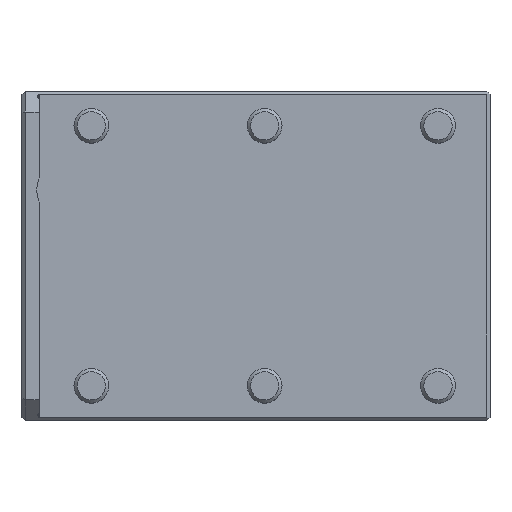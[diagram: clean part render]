
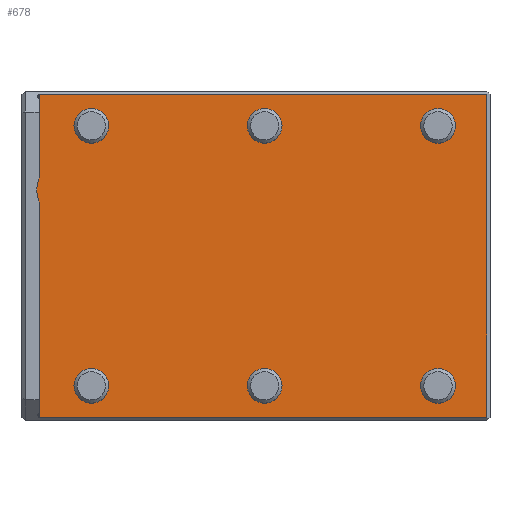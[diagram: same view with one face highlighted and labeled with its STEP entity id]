
A CAD part, top view. The second image highlights one B-rep face of the part: STEP entity #678.
In plain terms, the highlighted planar face has unit normal (0, 0, 1).
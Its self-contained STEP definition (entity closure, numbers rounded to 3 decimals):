
#120=LINE('',#3800,#342);
#122=LINE('',#3806,#344);
#124=LINE('',#3810,#346);
#125=LINE('',#3814,#347);
#126=LINE('',#3870,#348);
#342=VECTOR('',#2854,1.);
#344=VECTOR('',#2860,1.);
#346=VECTOR('',#2864,1.);
#347=VECTOR('',#2869,1.);
#348=VECTOR('',#2876,1.);
#534=FACE_BOUND('',#1051,.T.);
#535=FACE_BOUND('',#1052,.T.);
#536=FACE_BOUND('',#1053,.T.);
#537=FACE_BOUND('',#1054,.T.);
#538=FACE_BOUND('',#1055,.T.);
#539=FACE_BOUND('',#1056,.T.);
#540=FACE_BOUND('',#1057,.T.);
#678=ADVANCED_FACE('',(#534,#535,#536,#537,#538,#539,#540),#826,.F.);
#826=PLANE('',#2548);
#1051=EDGE_LOOP('',(#1372,#1373,#1374,#1375,#1376,#1377));
#1052=EDGE_LOOP('',(#1378));
#1053=EDGE_LOOP('',(#1379));
#1054=EDGE_LOOP('',(#1380));
#1055=EDGE_LOOP('',(#1381));
#1056=EDGE_LOOP('',(#1382));
#1057=EDGE_LOOP('',(#1383));
#1372=ORIENTED_EDGE('',*,*,#2169,.T.);
#1373=ORIENTED_EDGE('',*,*,#2167,.F.);
#1374=ORIENTED_EDGE('',*,*,#2165,.T.);
#1375=ORIENTED_EDGE('',*,*,#2163,.F.);
#1376=ORIENTED_EDGE('',*,*,#2161,.T.);
#1377=ORIENTED_EDGE('',*,*,#2158,.T.);
#1378=ORIENTED_EDGE('',*,*,#2170,.T.);
#1379=ORIENTED_EDGE('',*,*,#2171,.T.);
#1380=ORIENTED_EDGE('',*,*,#2172,.T.);
#1381=ORIENTED_EDGE('',*,*,#2173,.T.);
#1382=ORIENTED_EDGE('',*,*,#2174,.T.);
#1383=ORIENTED_EDGE('',*,*,#2175,.T.);
#1920=VERTEX_POINT('',#3801);
#1921=VERTEX_POINT('',#3802);
#1922=VERTEX_POINT('',#3807);
#1923=VERTEX_POINT('',#3811);
#1924=VERTEX_POINT('',#3815);
#1925=VERTEX_POINT('',#3843);
#1926=VERTEX_POINT('',#3873);
#1927=VERTEX_POINT('',#3875);
#1928=VERTEX_POINT('',#3877);
#1929=VERTEX_POINT('',#3879);
#1930=VERTEX_POINT('',#3881);
#1931=VERTEX_POINT('',#3883);
#2158=EDGE_CURVE('',#1920,#1921,#120,.T.);
#2161=EDGE_CURVE('',#1922,#1920,#122,.T.);
#2163=EDGE_CURVE('',#1922,#1923,#124,.T.);
#2165=EDGE_CURVE('',#1924,#1923,#125,.T.);
#2167=EDGE_CURVE('',#1924,#1925,#2404,.T.);
#2169=EDGE_CURVE('',#1921,#1925,#126,.T.);
#2170=EDGE_CURVE('',#1926,#1926,#2405,.T.);
#2171=EDGE_CURVE('',#1927,#1927,#2406,.T.);
#2172=EDGE_CURVE('',#1928,#1928,#2407,.T.);
#2173=EDGE_CURVE('',#1929,#1929,#2408,.T.);
#2174=EDGE_CURVE('',#1930,#1930,#2409,.T.);
#2175=EDGE_CURVE('',#1931,#1931,#2410,.T.);
#2404=CIRCLE('',#2539,8.5);
#2405=CIRCLE('',#2542,5.);
#2406=CIRCLE('',#2543,5.);
#2407=CIRCLE('',#2544,5.);
#2408=CIRCLE('',#2545,5.);
#2409=CIRCLE('',#2546,5.);
#2410=CIRCLE('',#2547,5.);
#2539=AXIS2_PLACEMENT_3D('',#3842,#2872,#2873);
#2542=AXIS2_PLACEMENT_3D('',#3872,#2879,#2880);
#2543=AXIS2_PLACEMENT_3D('',#3874,#2881,#2882);
#2544=AXIS2_PLACEMENT_3D('',#3876,#2883,#2884);
#2545=AXIS2_PLACEMENT_3D('',#3878,#2885,#2886);
#2546=AXIS2_PLACEMENT_3D('',#3880,#2887,#2888);
#2547=AXIS2_PLACEMENT_3D('',#3882,#2889,#2890);
#2548=AXIS2_PLACEMENT_3D('',#3884,#2891,#2892);
#2854=DIRECTION('',(-1.,0.,0.));
#2860=DIRECTION('',(0.,1.,0.));
#2864=DIRECTION('',(-1.,0.,0.));
#2869=DIRECTION('',(0.,-1.,0.));
#2872=DIRECTION('',(0.,0.,-1.));
#2873=DIRECTION('',(1.,0.,0.));
#2876=DIRECTION('',(0.,-1.,0.));
#2879=DIRECTION('',(0.,0.,-1.));
#2880=DIRECTION('',(0.,1.,0.));
#2881=DIRECTION('',(0.,0.,-1.));
#2882=DIRECTION('',(0.,1.,0.));
#2883=DIRECTION('',(0.,0.,-1.));
#2884=DIRECTION('',(0.,1.,0.));
#2885=DIRECTION('',(0.,0.,-1.));
#2886=DIRECTION('',(0.,1.,0.));
#2887=DIRECTION('',(0.,0.,-1.));
#2888=DIRECTION('',(0.,1.,0.));
#2889=DIRECTION('',(0.,0.,-1.));
#2890=DIRECTION('',(0.,1.,0.));
#2891=DIRECTION('',(0.,0.,-1.));
#2892=DIRECTION('',(-1.,0.,0.));
#3800=CARTESIAN_POINT('',(130.,46.5,0.));
#3801=CARTESIAN_POINT('',(129.,46.5,0.));
#3802=CARTESIAN_POINT('',(0.,46.5,0.));
#3806=CARTESIAN_POINT('',(129.,47.5,0.));
#3807=CARTESIAN_POINT('',(129.,-46.5,0.));
#3810=CARTESIAN_POINT('',(130.,-46.5,0.));
#3811=CARTESIAN_POINT('',(0.,-46.5,0.));
#3814=CARTESIAN_POINT('',(0.,47.5,0.));
#3815=CARTESIAN_POINT('',(0.,15.509,0.));
#3842=CARTESIAN_POINT('',(7.75,19.,0.));
#3843=CARTESIAN_POINT('',(0.,22.491,0.));
#3870=CARTESIAN_POINT('',(0.,47.5,0.));
#3872=CARTESIAN_POINT('',(65.,-37.5,0.));
#3873=CARTESIAN_POINT('',(65.,-32.5,0.));
#3874=CARTESIAN_POINT('',(15.,-37.5,0.));
#3875=CARTESIAN_POINT('',(15.,-32.5,0.));
#3876=CARTESIAN_POINT('',(115.,37.5,0.));
#3877=CARTESIAN_POINT('',(115.,42.5,0.));
#3878=CARTESIAN_POINT('',(115.,-37.5,0.));
#3879=CARTESIAN_POINT('',(115.,-32.5,0.));
#3880=CARTESIAN_POINT('',(15.,37.5,0.));
#3881=CARTESIAN_POINT('',(15.,42.5,0.));
#3882=CARTESIAN_POINT('',(65.,37.5,0.));
#3883=CARTESIAN_POINT('',(65.,42.5,0.));
#3884=CARTESIAN_POINT('',(130.,47.5,0.));
